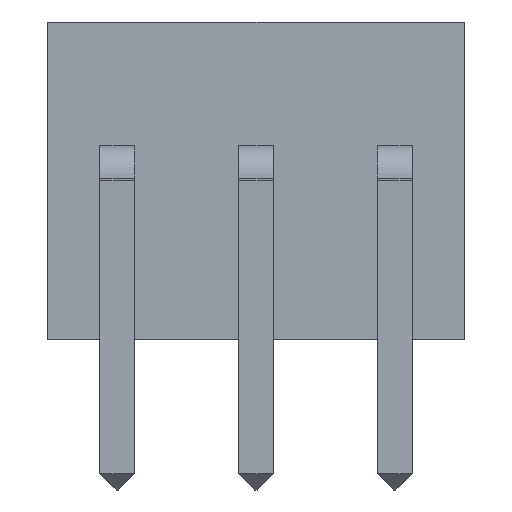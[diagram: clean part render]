
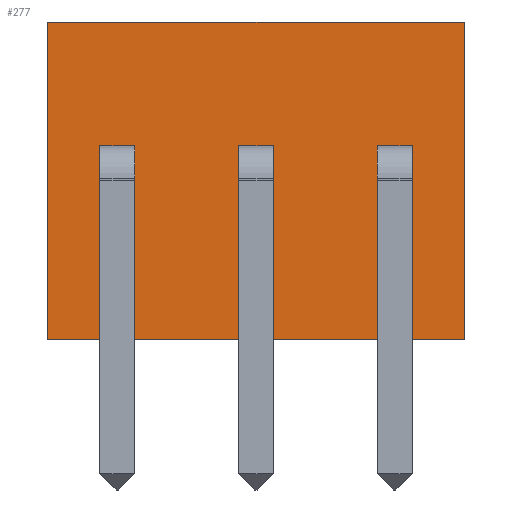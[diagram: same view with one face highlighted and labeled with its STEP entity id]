
A CAD part, left-side view. The second image highlights one B-rep face of the part: STEP entity #277.
In plain terms, the highlighted planar face has unit normal (-1, 0, 0).
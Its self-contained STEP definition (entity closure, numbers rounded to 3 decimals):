
#22 = VERTEX_POINT('',#23);
#23 = CARTESIAN_POINT('',(0.,0.,0.));
#31 = EDGE_CURVE('',#22,#32,#34,.T.);
#32 = VERTEX_POINT('',#33);
#33 = CARTESIAN_POINT('',(0.,0.,5.8)
  );
#34 = LINE('',#35,#36);
#35 = CARTESIAN_POINT('',(0.,0.,0.));
#36 = VECTOR('',#37,1.);
#37 = DIRECTION('',(0.,0.,1.));
#61 = EDGE_CURVE('',#22,#62,#64,.T.);
#62 = VERTEX_POINT('',#63);
#63 = CARTESIAN_POINT('',(0.,7.62,0.)
  );
#64 = LINE('',#65,#66);
#65 = CARTESIAN_POINT('',(0.,0.,0.));
#66 = VECTOR('',#67,1.);
#67 = DIRECTION('',(0.,1.,0.));
#257 = EDGE_CURVE('',#32,#258,#260,.T.);
#258 = VERTEX_POINT('',#259);
#259 = CARTESIAN_POINT('',(0.,7.62,5.8));
#260 = LINE('',#261,#262);
#261 = CARTESIAN_POINT('',(0.,0.,5.8)
  );
#262 = VECTOR('',#263,1.);
#263 = DIRECTION('',(0.,1.,0.));
#277 = ADVANCED_FACE('',(#278,#289,#323,#357),#391,.F.);
#278 = FACE_BOUND('',#279,.F.);
#279 = EDGE_LOOP('',(#280,#281,#282,#288));
#280 = ORIENTED_EDGE('',*,*,#31,.F.);
#281 = ORIENTED_EDGE('',*,*,#61,.T.);
#282 = ORIENTED_EDGE('',*,*,#283,.T.);
#283 = EDGE_CURVE('',#62,#258,#284,.T.);
#284 = LINE('',#285,#286);
#285 = CARTESIAN_POINT('',(0.,7.62,0.
    ));
#286 = VECTOR('',#287,1.);
#287 = DIRECTION('',(0.,0.,1.));
#288 = ORIENTED_EDGE('',*,*,#257,.F.);
#289 = FACE_BOUND('',#290,.F.);
#290 = EDGE_LOOP('',(#291,#301,#309,#317));
#291 = ORIENTED_EDGE('',*,*,#292,.F.);
#292 = EDGE_CURVE('',#293,#295,#297,.T.);
#293 = VERTEX_POINT('',#294);
#294 = CARTESIAN_POINT('',(0.,6.67,3.54));
#295 = VERTEX_POINT('',#296);
#296 = CARTESIAN_POINT('',(0.,6.03,3.54));
#297 = LINE('',#298,#299);
#298 = CARTESIAN_POINT('',(0.,3.015,3.54));
#299 = VECTOR('',#300,1.);
#300 = DIRECTION('',(0.,-1.,0.));
#301 = ORIENTED_EDGE('',*,*,#302,.F.);
#302 = EDGE_CURVE('',#303,#293,#305,.T.);
#303 = VERTEX_POINT('',#304);
#304 = CARTESIAN_POINT('',(0.,6.67,2.9));
#305 = LINE('',#306,#307);
#306 = CARTESIAN_POINT('',(0.,6.67,1.45));
#307 = VECTOR('',#308,1.);
#308 = DIRECTION('',(0.,0.,1.));
#309 = ORIENTED_EDGE('',*,*,#310,.T.);
#310 = EDGE_CURVE('',#303,#311,#313,.T.);
#311 = VERTEX_POINT('',#312);
#312 = CARTESIAN_POINT('',(0.,6.03,2.9));
#313 = LINE('',#314,#315);
#314 = CARTESIAN_POINT('',(0.,3.015,2.9));
#315 = VECTOR('',#316,1.);
#316 = DIRECTION('',(0.,-1.,0.));
#317 = ORIENTED_EDGE('',*,*,#318,.T.);
#318 = EDGE_CURVE('',#311,#295,#319,.T.);
#319 = LINE('',#320,#321);
#320 = CARTESIAN_POINT('',(0.,6.03,1.45));
#321 = VECTOR('',#322,1.);
#322 = DIRECTION('',(0.,0.,1.));
#323 = FACE_BOUND('',#324,.F.);
#324 = EDGE_LOOP('',(#325,#335,#343,#351));
#325 = ORIENTED_EDGE('',*,*,#326,.F.);
#326 = EDGE_CURVE('',#327,#329,#331,.T.);
#327 = VERTEX_POINT('',#328);
#328 = CARTESIAN_POINT('',(0.,4.13,2.9));
#329 = VERTEX_POINT('',#330);
#330 = CARTESIAN_POINT('',(0.,4.13,3.54));
#331 = LINE('',#332,#333);
#332 = CARTESIAN_POINT('',(0.,4.13,1.45));
#333 = VECTOR('',#334,1.);
#334 = DIRECTION('',(0.,0.,1.));
#335 = ORIENTED_EDGE('',*,*,#336,.T.);
#336 = EDGE_CURVE('',#327,#337,#339,.T.);
#337 = VERTEX_POINT('',#338);
#338 = CARTESIAN_POINT('',(0.,3.49,2.9));
#339 = LINE('',#340,#341);
#340 = CARTESIAN_POINT('',(0.,1.745,2.9));
#341 = VECTOR('',#342,1.);
#342 = DIRECTION('',(0.,-1.,0.));
#343 = ORIENTED_EDGE('',*,*,#344,.T.);
#344 = EDGE_CURVE('',#337,#345,#347,.T.);
#345 = VERTEX_POINT('',#346);
#346 = CARTESIAN_POINT('',(0.,3.49,3.54));
#347 = LINE('',#348,#349);
#348 = CARTESIAN_POINT('',(0.,3.49,1.45));
#349 = VECTOR('',#350,1.);
#350 = DIRECTION('',(0.,0.,1.));
#351 = ORIENTED_EDGE('',*,*,#352,.F.);
#352 = EDGE_CURVE('',#329,#345,#353,.T.);
#353 = LINE('',#354,#355);
#354 = CARTESIAN_POINT('',(0.,1.745,3.54));
#355 = VECTOR('',#356,1.);
#356 = DIRECTION('',(0.,-1.,0.));
#357 = FACE_BOUND('',#358,.F.);
#358 = EDGE_LOOP('',(#359,#369,#377,#385));
#359 = ORIENTED_EDGE('',*,*,#360,.F.);
#360 = EDGE_CURVE('',#361,#363,#365,.T.);
#361 = VERTEX_POINT('',#362);
#362 = CARTESIAN_POINT('',(0.,1.59,2.9));
#363 = VERTEX_POINT('',#364);
#364 = CARTESIAN_POINT('',(0.,1.59,3.54));
#365 = LINE('',#366,#367);
#366 = CARTESIAN_POINT('',(0.,1.59,1.45));
#367 = VECTOR('',#368,1.);
#368 = DIRECTION('',(0.,0.,1.));
#369 = ORIENTED_EDGE('',*,*,#370,.T.);
#370 = EDGE_CURVE('',#361,#371,#373,.T.);
#371 = VERTEX_POINT('',#372);
#372 = CARTESIAN_POINT('',(0.,0.95,2.9));
#373 = LINE('',#374,#375);
#374 = CARTESIAN_POINT('',(0.,0.475,2.9));
#375 = VECTOR('',#376,1.);
#376 = DIRECTION('',(0.,-1.,0.));
#377 = ORIENTED_EDGE('',*,*,#378,.T.);
#378 = EDGE_CURVE('',#371,#379,#381,.T.);
#379 = VERTEX_POINT('',#380);
#380 = CARTESIAN_POINT('',(0.,0.95,3.54));
#381 = LINE('',#382,#383);
#382 = CARTESIAN_POINT('',(0.,0.95,1.45));
#383 = VECTOR('',#384,1.);
#384 = DIRECTION('',(0.,0.,1.));
#385 = ORIENTED_EDGE('',*,*,#386,.F.);
#386 = EDGE_CURVE('',#363,#379,#387,.T.);
#387 = LINE('',#388,#389);
#388 = CARTESIAN_POINT('',(0.,0.475,3.54));
#389 = VECTOR('',#390,1.);
#390 = DIRECTION('',(0.,-1.,0.));
#391 = PLANE('',#392);
#392 = AXIS2_PLACEMENT_3D('',#393,#394,#395);
#393 = CARTESIAN_POINT('',(0.,0.,0.));
#394 = DIRECTION('',(1.,0.,0.));
#395 = DIRECTION('',(0.,1.,0.));
